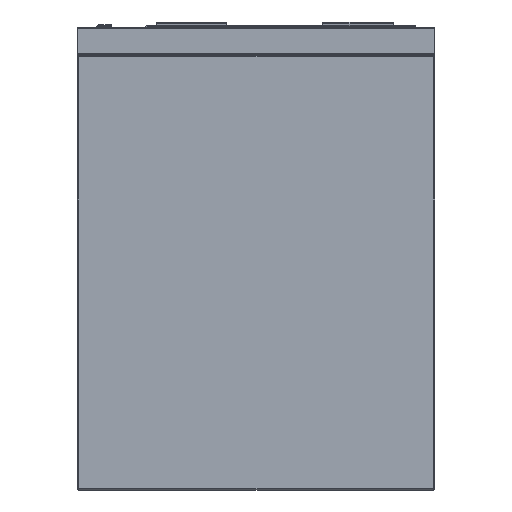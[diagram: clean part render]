
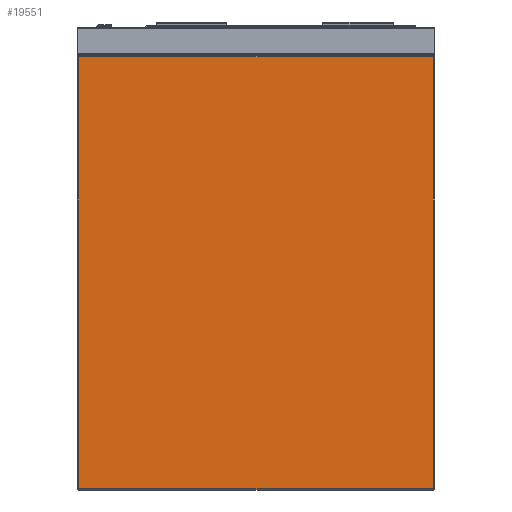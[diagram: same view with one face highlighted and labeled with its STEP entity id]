
A CAD part, left-side view. The second image highlights one B-rep face of the part: STEP entity #19551.
In plain terms, the highlighted planar face has unit normal (-1, 0, 0).
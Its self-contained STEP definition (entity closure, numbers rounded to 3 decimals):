
#936 = FACE_OUTER_BOUND ( 'NONE', #12058, .T. ) ;
#1100 = CARTESIAN_POINT ( 'NONE',  ( -300., 253., -658. ) ) ;
#1988 = CARTESIAN_POINT ( 'NONE',  ( -300., -253., -658. ) ) ;
#3443 = CARTESIAN_POINT ( 'NONE',  ( -300., -253., -42. ) ) ;
#4043 = CARTESIAN_POINT ( 'NONE',  ( -300., -255., -660. ) ) ;
#4953 = VERTEX_POINT ( 'NONE', #1988 ) ;
#6249 = CARTESIAN_POINT ( 'NONE',  ( -300., 253., -42. ) ) ;
#6931 = CARTESIAN_POINT ( 'NONE',  ( -300., 253., -660. ) ) ;
#7134 = DIRECTION ( 'NONE',  ( 0., -1., 0. ) ) ;
#8527 = DIRECTION ( 'NONE',  ( -1., 0., 0. ) ) ;
#8681 = DIRECTION ( 'NONE',  ( 0., 0., 1. ) ) ;
#8878 = DIRECTION ( 'NONE',  ( 0., 0., 1. ) ) ;
#9884 = DIRECTION ( 'NONE',  ( 0., 0., -1. ) ) ;
#10953 = VECTOR ( 'NONE', #9884, 1000. ) ;
#11597 = LINE ( 'NONE', #19490, #30571 ) ;
#12058 = EDGE_LOOP ( 'NONE', ( #27393, #27927, #24623, #28513 ) ) ;
#13661 = LINE ( 'NONE', #31406, #28853 ) ;
#16641 = EDGE_CURVE ( 'NONE', #4953, #20200, #13661, .T. ) ;
#17375 = AXIS2_PLACEMENT_3D ( 'NONE', #4043, #8527, #8681 ) ;
#17588 = EDGE_CURVE ( 'NONE', #20315, #18263, #32274, .T. ) ;
#17994 = LINE ( 'NONE', #30312, #29140 ) ;
#18263 = VERTEX_POINT ( 'NONE', #1100 ) ;
#19490 = CARTESIAN_POINT ( 'NONE',  ( -300., -255., -658. ) ) ;
#19551 = ADVANCED_FACE ( 'Fl�che7', ( #936 ), #26607, .T. ) ;
#20200 = VERTEX_POINT ( 'NONE', #3443 ) ;
#20315 = VERTEX_POINT ( 'NONE', #6249 ) ;
#24623 = ORIENTED_EDGE ( 'NONE', *, *, #17588, .T. ) ;
#25716 = DIRECTION ( 'NONE',  ( 0., 1., 0. ) ) ;
#26097 = EDGE_CURVE ( 'NONE', #20200, #20315, #17994, .T. ) ;
#26607 = PLANE ( 'NONE',  #17375 ) ;
#27393 = ORIENTED_EDGE ( 'NONE', *, *, #16641, .T. ) ;
#27927 = ORIENTED_EDGE ( 'NONE', *, *, #26097, .T. ) ;
#28513 = ORIENTED_EDGE ( 'NONE', *, *, #32568, .T. ) ;
#28853 = VECTOR ( 'NONE', #8878, 1000. ) ;
#29140 = VECTOR ( 'NONE', #25716, 1000. ) ;
#30312 = CARTESIAN_POINT ( 'NONE',  ( -300., 255., -42. ) ) ;
#30571 = VECTOR ( 'NONE', #7134, 1000. ) ;
#31406 = CARTESIAN_POINT ( 'NONE',  ( -300., -253., -660. ) ) ;
#32274 = LINE ( 'NONE', #6931, #10953 ) ;
#32568 = EDGE_CURVE ( 'NONE', #18263, #4953, #11597, .T. ) ;
